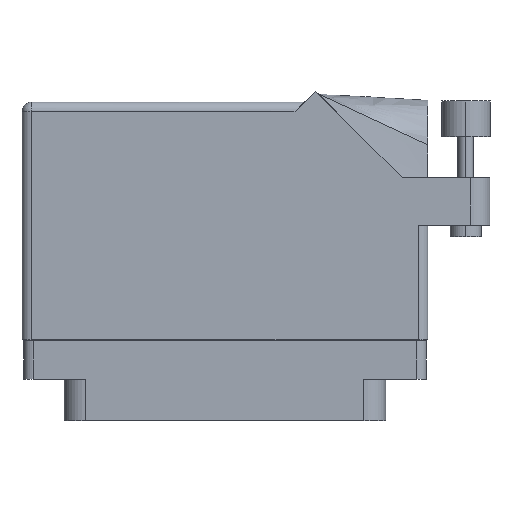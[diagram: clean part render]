
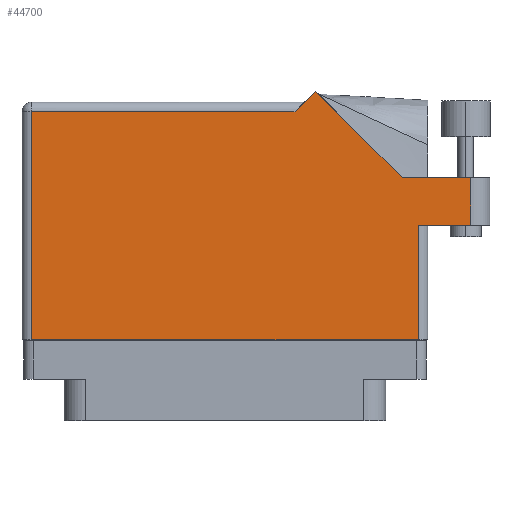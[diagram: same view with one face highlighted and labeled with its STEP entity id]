
A CAD part, front view. The second image highlights one B-rep face of the part: STEP entity #44700.
In plain terms, the highlighted face is planar.
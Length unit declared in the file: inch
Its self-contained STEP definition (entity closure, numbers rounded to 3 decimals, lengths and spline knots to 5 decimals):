
#324 = CARTESIAN_POINT ( 'NONE',  ( -1.244, -0.1, 0.455 ) ) ;
#1307 = VECTOR ( 'NONE', #44709, 39.37008 ) ;
#1642 = LINE ( 'NONE', #28108, #44915 ) ;
#1846 = ORIENTED_EDGE ( 'NONE', *, *, #46668, .T. ) ;
#1992 = AXIS2_PLACEMENT_3D ( 'NONE', #11816, #22333, #8282 ) ;
#2029 = DIRECTION ( 'NONE',  ( -0.707, -0.707, 0. ) ) ;
#3472 = VERTEX_POINT ( 'NONE', #324 ) ;
#3500 = CARTESIAN_POINT ( 'NONE',  ( 1.14042, 0.944, 0.455 ) ) ;
#3611 = VERTEX_POINT ( 'NONE', #12104 ) ;
#3997 = CARTESIAN_POINT ( 'NONE',  ( 0.451, 1.368, 0.455 ) ) ;
#5421 = VECTOR ( 'NONE', #2029, 39.37008 ) ;
#5933 = CARTESIAN_POINT ( 'NONE',  ( 1.706, 0.944, 0.455 ) ) ;
#6639 = VECTOR ( 'NONE', #29635, 39.37008 ) ;
#6693 = EDGE_LOOP ( 'NONE', ( #26154, #18726, #26305, #46885, #1846, #28606, #23568, #41781, #11347 ) ) ;
#7425 = DIRECTION ( 'NONE',  ( -1., 0., 0. ) ) ;
#7667 = EDGE_CURVE ( 'NONE', #42176, #38184, #1642, .T. ) ;
#8282 = DIRECTION ( 'NONE',  ( -1., 0., 0. ) ) ;
#8473 = VECTOR ( 'NONE', #21691, 39.37008 ) ;
#8900 = CARTESIAN_POINT ( 'NONE',  ( 1.244, 0.637, 0.455 ) ) ;
#10988 = VECTOR ( 'NONE', #45446, 39.37008 ) ;
#11347 = ORIENTED_EDGE ( 'NONE', *, *, #16173, .T. ) ;
#11816 = CARTESIAN_POINT ( 'NONE',  ( -1.306, 1.43, 0.455 ) ) ;
#12104 = CARTESIAN_POINT ( 'NONE',  ( 0.58371, 1.50071, 0.455 ) ) ;
#12323 = VERTEX_POINT ( 'NONE', #27670 ) ;
#12542 = CARTESIAN_POINT ( 'NONE',  ( 1.581, 0.944, 0.455 ) ) ;
#13389 = CARTESIAN_POINT ( 'NONE',  ( 1.244, 0.637, 0.455 ) ) ;
#14931 = VERTEX_POINT ( 'NONE', #41459 ) ;
#16009 = VERTEX_POINT ( 'NONE', #23236 ) ;
#16173 = EDGE_CURVE ( 'NONE', #12323, #42176, #32506, .T. ) ;
#18098 = VECTOR ( 'NONE', #7425, 39.37008 ) ;
#18726 = ORIENTED_EDGE ( 'NONE', *, *, #33360, .T. ) ;
#19797 = CARTESIAN_POINT ( 'NONE',  ( -1.306, -0.1, 0.455 ) ) ;
#20180 = EDGE_CURVE ( 'NONE', #34423, #16009, #37754, .T. ) ;
#21691 = DIRECTION ( 'NONE',  ( 0., 1., 0. ) ) ;
#21939 = LINE ( 'NONE', #19797, #28317 ) ;
#22333 = DIRECTION ( 'NONE',  ( 0., 0., -1. ) ) ;
#23236 = CARTESIAN_POINT ( 'NONE',  ( 1.14042, 0.944, 0.455 ) ) ;
#23494 = CARTESIAN_POINT ( 'NONE',  ( 1.581, 0.637, 0.455 ) ) ;
#23568 = ORIENTED_EDGE ( 'NONE', *, *, #34980, .T. ) ;
#24761 = VERTEX_POINT ( 'NONE', #3997 ) ;
#26154 = ORIENTED_EDGE ( 'NONE', *, *, #7667, .T. ) ;
#26305 = ORIENTED_EDGE ( 'NONE', *, *, #20180, .T. ) ;
#26579 = LINE ( 'NONE', #38354, #10988 ) ;
#27214 = EDGE_CURVE ( 'NONE', #24761, #14931, #26579, .T. ) ;
#27670 = CARTESIAN_POINT ( 'NONE',  ( 1.244, -0.1, 0.455 ) ) ;
#28108 = CARTESIAN_POINT ( 'NONE',  ( 1.306, 0.637, 0.455 ) ) ;
#28317 = VECTOR ( 'NONE', #45740, 39.37008 ) ;
#28606 = ORIENTED_EDGE ( 'NONE', *, *, #27214, .T. ) ;
#29040 = EDGE_CURVE ( 'NONE', #3472, #12323, #21939, .T. ) ;
#29129 = CARTESIAN_POINT ( 'NONE',  ( 1.581, 0.944, 0.455 ) ) ;
#29635 = DIRECTION ( 'NONE',  ( -0.707, 0.707, 0. ) ) ;
#32506 = LINE ( 'NONE', #13389, #47483 ) ;
#33360 = EDGE_CURVE ( 'NONE', #38184, #34423, #40206, .T. ) ;
#33854 = EDGE_CURVE ( 'NONE', #16009, #3611, #41226, .T. ) ;
#34423 = VERTEX_POINT ( 'NONE', #12542 ) ;
#34980 = EDGE_CURVE ( 'NONE', #14931, #3472, #35433, .T. ) ;
#35433 = LINE ( 'NONE', #37287, #1307 ) ;
#37287 = CARTESIAN_POINT ( 'NONE',  ( -1.244, -0.1, 0.455 ) ) ;
#37754 = LINE ( 'NONE', #5933, #18098 ) ;
#38184 = VERTEX_POINT ( 'NONE', #23494 ) ;
#38354 = CARTESIAN_POINT ( 'NONE',  ( -1.306, 1.368, 0.455 ) ) ;
#39024 = DIRECTION ( 'NONE',  ( 0., 1., 0. ) ) ;
#39884 = FACE_OUTER_BOUND ( 'NONE', #6693, .T. ) ;
#40206 = LINE ( 'NONE', #29129, #8473 ) ;
#41226 = LINE ( 'NONE', #3500, #6639 ) ;
#41459 = CARTESIAN_POINT ( 'NONE',  ( -1.244, 1.368, 0.455 ) ) ;
#41781 = ORIENTED_EDGE ( 'NONE', *, *, #29040, .T. ) ;
#42176 = VERTEX_POINT ( 'NONE', #8900 ) ;
#42367 = DIRECTION ( 'NONE',  ( 1., 0., 0. ) ) ;
#42892 = LINE ( 'NONE', #46229, #5421 ) ;
#44392 = PLANE ( 'NONE',  #1992 ) ;
#44700 = ADVANCED_FACE ( 'NONE', ( #39884 ), #44392, .F. ) ;
#44709 = DIRECTION ( 'NONE',  ( 0., -1., 0. ) ) ;
#44915 = VECTOR ( 'NONE', #42367, 39.37008 ) ;
#45446 = DIRECTION ( 'NONE',  ( -1., 0., 0. ) ) ;
#45740 = DIRECTION ( 'NONE',  ( 1., 0., 0. ) ) ;
#46229 = CARTESIAN_POINT ( 'NONE',  ( 0.513, 1.43, 0.455 ) ) ;
#46668 = EDGE_CURVE ( 'NONE', #3611, #24761, #42892, .T. ) ;
#46885 = ORIENTED_EDGE ( 'NONE', *, *, #33854, .T. ) ;
#47483 = VECTOR ( 'NONE', #39024, 39.37008 ) ;
